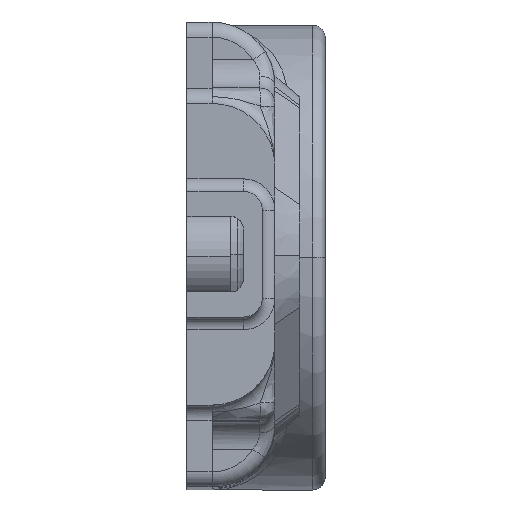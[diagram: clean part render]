
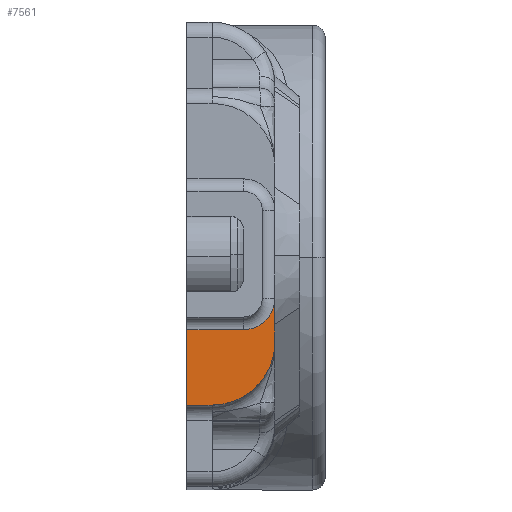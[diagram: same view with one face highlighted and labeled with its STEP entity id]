
A CAD part, top view. The second image highlights one B-rep face of the part: STEP entity #7561.
In plain terms, the highlighted planar face has unit normal (0, 0, 1).
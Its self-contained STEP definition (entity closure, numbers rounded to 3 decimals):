
#125 = EDGE_CURVE ( 'NONE', #1200, #8594, #1648, .T. ) ;
#281 = DIRECTION ( 'NONE',  ( 0., 0., -1. ) ) ;
#353 = CARTESIAN_POINT ( 'NONE',  ( 3., -7., 148.4 ) ) ;
#558 = AXIS2_PLACEMENT_3D ( 'NONE', #353, #6152, #2743 ) ;
#762 = EDGE_CURVE ( 'NONE', #8146, #6243, #6987, .T. ) ;
#952 = CARTESIAN_POINT ( 'NONE',  ( 1., -12., 148.4 ) ) ;
#992 = CARTESIAN_POINT ( 'NONE',  ( -12., -6., 148.4 ) ) ;
#1195 = DIRECTION ( 'NONE',  ( 1., 0., 0. ) ) ;
#1200 = VERTEX_POINT ( 'NONE', #952 ) ;
#1354 = CARTESIAN_POINT ( 'NONE',  ( 8., -12., 148.4 ) ) ;
#1648 = LINE ( 'NONE', #7516, #9484 ) ;
#2688 = VECTOR ( 'NONE', #7996, 1000. ) ;
#2743 = DIRECTION ( 'NONE',  ( 1., 0., 0. ) ) ;
#2805 = EDGE_LOOP ( 'NONE', ( #5519, #9689, #9757, #8283, #3789, #8789 ) ) ;
#2850 = CARTESIAN_POINT ( 'NONE',  ( 3., -12., 148.4 ) ) ;
#2931 = CARTESIAN_POINT ( 'NONE',  ( -12., -12., 148.4 ) ) ;
#3331 = LINE ( 'NONE', #6202, #2688 ) ;
#3672 = PLANE ( 'NONE',  #6782 ) ;
#3789 = ORIENTED_EDGE ( 'NONE', *, *, #7032, .T. ) ;
#3887 = FACE_OUTER_BOUND ( 'NONE', #2805, .T. ) ;
#3978 = EDGE_CURVE ( 'NONE', #6588, #8594, #5979, .T. ) ;
#4912 = VECTOR ( 'NONE', #7625, 1000. ) ;
#5041 = EDGE_CURVE ( 'NONE', #5384, #6243, #6351, .T. ) ;
#5361 = DIRECTION ( 'NONE',  ( 1., 0., 0. ) ) ;
#5384 = VERTEX_POINT ( 'NONE', #6917 ) ;
#5519 = ORIENTED_EDGE ( 'NONE', *, *, #125, .F. ) ;
#5979 = LINE ( 'NONE', #992, #4912 ) ;
#6152 = DIRECTION ( 'NONE',  ( 0., 0., 1. ) ) ;
#6202 = CARTESIAN_POINT ( 'NONE',  ( -12., -12., 148.4 ) ) ;
#6243 = VERTEX_POINT ( 'NONE', #8793 ) ;
#6351 = LINE ( 'NONE', #1354, #7147 ) ;
#6588 = VERTEX_POINT ( 'NONE', #8520 ) ;
#6782 = AXIS2_PLACEMENT_3D ( 'NONE', #2931, #9590, #5361 ) ;
#6917 = CARTESIAN_POINT ( 'NONE',  ( 8., -3.5, 148.4 ) ) ;
#6943 = CARTESIAN_POINT ( 'NONE',  ( 5.5, -3.5, 148.4 ) ) ;
#6987 = CIRCLE ( 'NONE', #558, 5. ) ;
#7032 = EDGE_CURVE ( 'NONE', #5384, #6588, #7632, .T. ) ;
#7118 = DIRECTION ( 'NONE',  ( 0., -1., 0. ) ) ;
#7147 = VECTOR ( 'NONE', #7118, 1000. ) ;
#7516 = CARTESIAN_POINT ( 'NONE',  ( 1., -12., 148.4 ) ) ;
#7561 = ADVANCED_FACE ( 'NONE', ( #3887 ), #3672, .T. ) ;
#7625 = DIRECTION ( 'NONE',  ( -1., 0., 0. ) ) ;
#7632 = CIRCLE ( 'NONE', #8742, 2.5 ) ;
#7933 = CARTESIAN_POINT ( 'NONE',  ( 1., -6., 148.4 ) ) ;
#7996 = DIRECTION ( 'NONE',  ( 1., 0., 0. ) ) ;
#8146 = VERTEX_POINT ( 'NONE', #2850 ) ;
#8283 = ORIENTED_EDGE ( 'NONE', *, *, #5041, .F. ) ;
#8520 = CARTESIAN_POINT ( 'NONE',  ( 5.5, -6., 148.4 ) ) ;
#8594 = VERTEX_POINT ( 'NONE', #7933 ) ;
#8742 = AXIS2_PLACEMENT_3D ( 'NONE', #6943, #281, #1195 ) ;
#8789 = ORIENTED_EDGE ( 'NONE', *, *, #3978, .T. ) ;
#8793 = CARTESIAN_POINT ( 'NONE',  ( 8., -7., 148.4 ) ) ;
#9413 = EDGE_CURVE ( 'NONE', #1200, #8146, #3331, .T. ) ;
#9417 = DIRECTION ( 'NONE',  ( 0., 1., 0. ) ) ;
#9484 = VECTOR ( 'NONE', #9417, 1000. ) ;
#9590 = DIRECTION ( 'NONE',  ( 0., 0., 1. ) ) ;
#9689 = ORIENTED_EDGE ( 'NONE', *, *, #9413, .T. ) ;
#9757 = ORIENTED_EDGE ( 'NONE', *, *, #762, .T. ) ;
